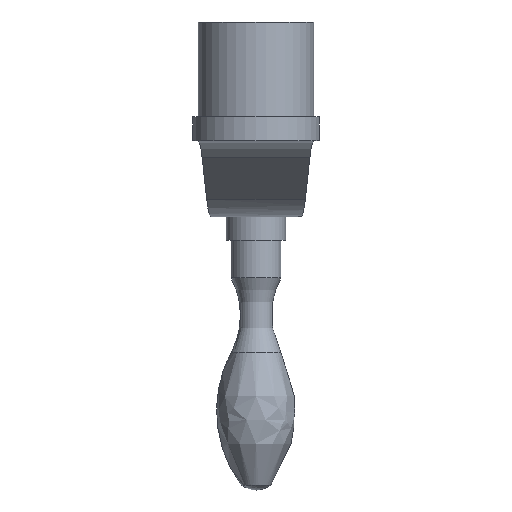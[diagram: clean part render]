
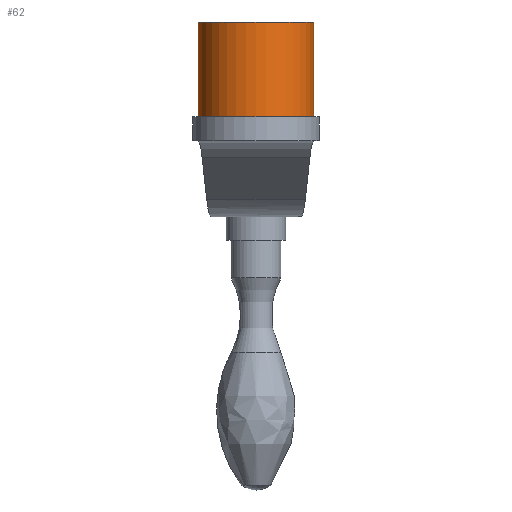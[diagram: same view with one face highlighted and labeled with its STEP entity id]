
A CAD part, front view. The second image highlights one B-rep face of the part: STEP entity #62.
In plain terms, the highlighted cylindrical face has radius 18.5 mm (diameter 37 mm), a full revolution.
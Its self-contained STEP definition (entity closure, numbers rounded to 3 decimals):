
#62 = ADVANCED_FACE( '', ( #146, #147 ), #148, .T. );
#146 = FACE_OUTER_BOUND( '', #262, .T. );
#147 = FACE_OUTER_BOUND( '', #263, .T. );
#148 = CYLINDRICAL_SURFACE( '', #264, 18.5 );
#262 = EDGE_LOOP( '', ( #430 ) );
#263 = EDGE_LOOP( '', ( #431 ) );
#264 = AXIS2_PLACEMENT_3D( '', #432, #433, #434 );
#430 = ORIENTED_EDGE( '', *, *, #686, .F. );
#431 = ORIENTED_EDGE( '', *, *, #687, .T. );
#432 = CARTESIAN_POINT( '', ( 0., 0., -38.001 ) );
#433 = DIRECTION( '', ( 0., 0., 1. ) );
#434 = DIRECTION( '', ( 0., 1., 0. ) );
#686 = EDGE_CURVE( '', #808, #808, #809, .T. );
#687 = EDGE_CURVE( '', #810, #810, #811, .T. );
#808 = VERTEX_POINT( '', #975 );
#809 = CIRCLE( '', #976, 18.5 );
#810 = VERTEX_POINT( '', #977 );
#811 = CIRCLE( '', #978, 18.5 );
#975 = CARTESIAN_POINT( '', ( 0., 18.5, -30.363 ) );
#976 = AXIS2_PLACEMENT_3D( '', #1143, #1144, #1145 );
#977 = CARTESIAN_POINT( '', ( 0., 18.5, 0. ) );
#978 = AXIS2_PLACEMENT_3D( '', #1146, #1147, #1148 );
#1143 = CARTESIAN_POINT( '', ( 0., 0., -30.363 ) );
#1144 = DIRECTION( '', ( 0., 0., -1. ) );
#1145 = DIRECTION( '', ( 0., 1., 0. ) );
#1146 = CARTESIAN_POINT( '', ( 0., 0., 0. ) );
#1147 = DIRECTION( '', ( 0., 0., -1. ) );
#1148 = DIRECTION( '', ( 0., 1., 0. ) );
